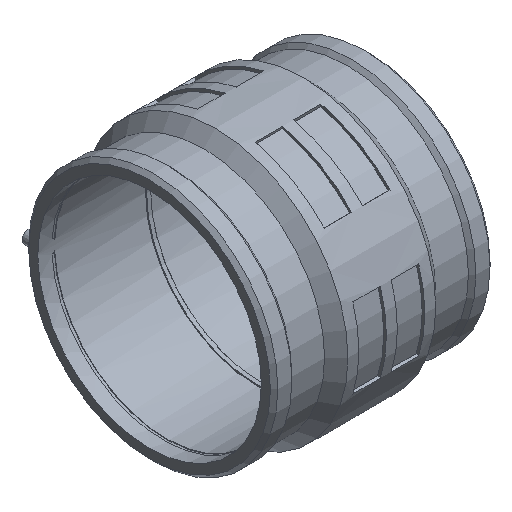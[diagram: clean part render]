
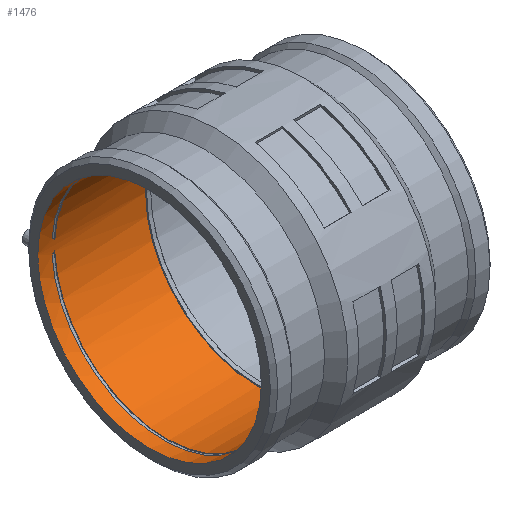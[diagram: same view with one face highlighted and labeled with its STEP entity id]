
A CAD part, isometric view. The second image highlights one B-rep face of the part: STEP entity #1476.
In plain terms, the highlighted cylindrical face has radius 140 mm (diameter 280 mm), a full revolution.
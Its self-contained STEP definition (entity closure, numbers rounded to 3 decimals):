
#26=B_SPLINE_CURVE_WITH_KNOTS('',3,(#2595,#2596,#2597,#2598,#2599,#2600),
 .UNSPECIFIED.,.F.,.F.,(4,2,4),(3.334,3.689,3.76),
 .UNSPECIFIED.);
#28=B_SPLINE_CURVE_WITH_KNOTS('',3,(#2617,#2618,#2619,#2620,#2621,#2622),
 .UNSPECIFIED.,.F.,.F.,(4,2,4),(5.093,5.164,5.52),
 .UNSPECIFIED.);
#55=FACE_BOUND('',#299,.T.);
#56=FACE_BOUND('',#300,.T.);
#104=CYLINDRICAL_SURFACE('',#1638,140.);
#188=FACE_OUTER_BOUND('',#298,.T.);
#298=EDGE_LOOP('',(#1235));
#299=EDGE_LOOP('',(#1236));
#300=EDGE_LOOP('',(#1237,#1238,#1239,#1240));
#413=CIRCLE('',#1639,140.);
#414=CIRCLE('',#1640,140.);
#415=CIRCLE('',#1641,140.);
#416=CIRCLE('',#1642,140.);
#741=VERTEX_POINT('',#2586);
#743=VERTEX_POINT('',#2594);
#745=VERTEX_POINT('',#2606);
#746=VERTEX_POINT('',#2613);
#747=VERTEX_POINT('',#2624);
#748=VERTEX_POINT('',#2626);
#930=EDGE_CURVE('',#741,#743,#26,.T.);
#934=EDGE_CURVE('',#746,#745,#28,.T.);
#935=EDGE_CURVE('',#747,#747,#413,.T.);
#936=EDGE_CURVE('',#748,#748,#414,.T.);
#937=EDGE_CURVE('',#743,#746,#415,.T.);
#938=EDGE_CURVE('',#741,#745,#416,.T.);
#1235=ORIENTED_EDGE('',*,*,#935,.T.);
#1236=ORIENTED_EDGE('',*,*,#936,.F.);
#1237=ORIENTED_EDGE('',*,*,#934,.F.);
#1238=ORIENTED_EDGE('',*,*,#937,.F.);
#1239=ORIENTED_EDGE('',*,*,#930,.F.);
#1240=ORIENTED_EDGE('',*,*,#938,.T.);
#1476=ADVANCED_FACE('',(#188,#55,#56),#104,.F.);
#1638=AXIS2_PLACEMENT_3D('',#2623,#2055,#2056);
#1639=AXIS2_PLACEMENT_3D('',#2625,#2057,#2058);
#1640=AXIS2_PLACEMENT_3D('',#2627,#2059,#2060);
#1641=AXIS2_PLACEMENT_3D('',#2628,#2061,#2062);
#1642=AXIS2_PLACEMENT_3D('',#2629,#2063,#2064);
#2055=DIRECTION('center_axis',(1.,0.,0.));
#2056=DIRECTION('ref_axis',(0.,1.,0.));
#2057=DIRECTION('center_axis',(1.,0.,0.));
#2058=DIRECTION('ref_axis',(0.,0.,-1.));
#2059=DIRECTION('center_axis',(1.,0.,0.));
#2060=DIRECTION('ref_axis',(0.,0.,-1.));
#2061=DIRECTION('center_axis',(1.,0.,0.));
#2062=DIRECTION('ref_axis',(0.,0.,-1.));
#2063=DIRECTION('center_axis',(1.,0.,0.));
#2064=DIRECTION('ref_axis',(0.,0.,-1.));
#2586=CARTESIAN_POINT('',(-119.87,139.71,8.999));
#2594=CARTESIAN_POINT('',(-116.344,139.854,6.399));
#2595=CARTESIAN_POINT('Ctrl Pts',(-119.87,139.71,8.999));
#2596=CARTESIAN_POINT('Ctrl Pts',(-118.717,139.743,8.499));
#2597=CARTESIAN_POINT('Ctrl Pts',(-117.667,139.787,7.766));
#2598=CARTESIAN_POINT('Ctrl Pts',(-116.665,139.837,6.759));
#2599=CARTESIAN_POINT('Ctrl Pts',(-116.502,139.845,6.583));
#2600=CARTESIAN_POINT('Ctrl Pts',(-116.344,139.854,6.399));
#2606=CARTESIAN_POINT('',(-119.87,139.71,-8.999));
#2613=CARTESIAN_POINT('',(-116.344,139.854,-6.399));
#2617=CARTESIAN_POINT('Ctrl Pts',(-116.344,139.854,-6.399));
#2618=CARTESIAN_POINT('Ctrl Pts',(-116.502,139.845,-6.583));
#2619=CARTESIAN_POINT('Ctrl Pts',(-116.665,139.837,-6.759));
#2620=CARTESIAN_POINT('Ctrl Pts',(-117.667,139.787,-7.766));
#2621=CARTESIAN_POINT('Ctrl Pts',(-118.717,139.743,-8.499));
#2622=CARTESIAN_POINT('Ctrl Pts',(-119.87,139.71,-8.999));
#2623=CARTESIAN_POINT('Origin',(-128.685,0.,0.));
#2624=CARTESIAN_POINT('',(-2.5,140.,0.));
#2625=CARTESIAN_POINT('Origin',(-2.5,0.,0.));
#2626=CARTESIAN_POINT('',(-137.5,140.,0.));
#2627=CARTESIAN_POINT('Origin',(-137.5,0.,0.));
#2628=CARTESIAN_POINT('Origin',(-116.344,0.,0.));
#2629=CARTESIAN_POINT('Origin',(-119.87,0.,0.));
